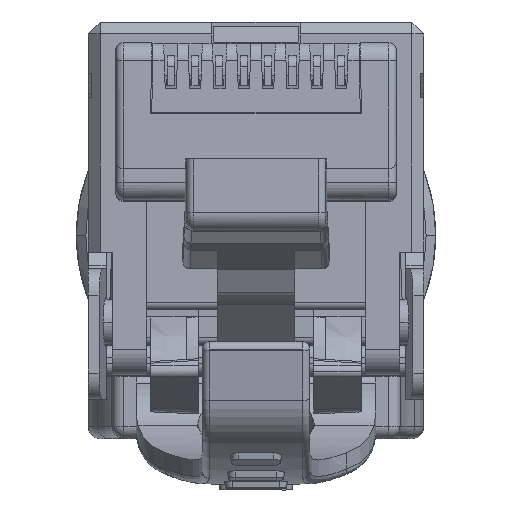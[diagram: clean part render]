
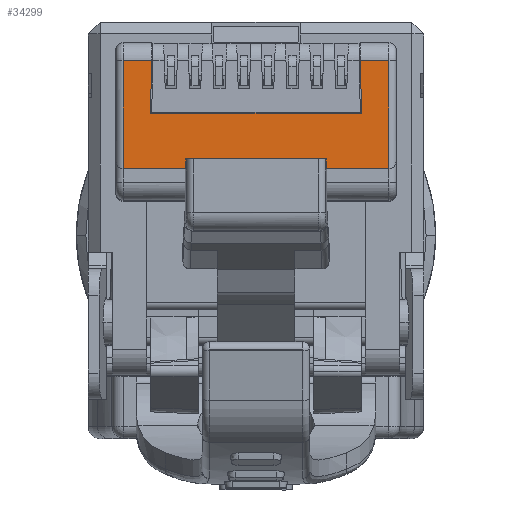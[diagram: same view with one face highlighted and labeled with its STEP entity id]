
A CAD part, top view. The second image highlights one B-rep face of the part: STEP entity #34299.
In plain terms, the highlighted planar face has unit normal (0, 0.004, 1).
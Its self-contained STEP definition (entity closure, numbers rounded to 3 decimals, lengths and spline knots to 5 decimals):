
#1233 = VERTEX_POINT ( 'NONE', #96635 ) ;
#1637 = VECTOR ( 'NONE', #70728, 39.37008 ) ;
#1915 = CARTESIAN_POINT ( 'NONE',  ( -0.2185, 0.15406, 0.64727 ) ) ;
#2074 = ORIENTED_EDGE ( 'NONE', *, *, #111970, .T. ) ;
#2351 = VECTOR ( 'NONE', #73397, 39.37008 ) ;
#3671 = EDGE_CURVE ( 'NONE', #28985, #17141, #104799, .T. ) ;
#4266 = ORIENTED_EDGE ( 'NONE', *, *, #24109, .T. ) ;
#4422 = EDGE_CURVE ( 'NONE', #97944, #32376, #125939, .T. ) ;
#5177 = ORIENTED_EDGE ( 'NONE', *, *, #34948, .T. ) ;
#5285 = DIRECTION ( 'NONE',  ( 1., 0., 0. ) ) ;
#7611 = CARTESIAN_POINT ( 'NONE',  ( 0.17172, 0.15406, 0.64727 ) ) ;
#9103 = PLANE ( 'NONE',  #19366 ) ;
#9469 = ORIENTED_EDGE ( 'NONE', *, *, #99294, .T. ) ;
#11811 = ORIENTED_EDGE ( 'NONE', *, *, #64356, .T. ) ;
#15000 = ORIENTED_EDGE ( 'NONE', *, *, #3671, .T. ) ;
#15182 = CARTESIAN_POINT ( 'NONE',  ( -0.1152, -0.02311, 0.64804 ) ) ;
#16178 = CARTESIAN_POINT ( 'NONE',  ( -0.1152, -0.00736, 0.64797 ) ) ;
#17141 = VERTEX_POINT ( 'NONE', #16178 ) ;
#17248 = CARTESIAN_POINT ( 'NONE',  ( 0.1152, -0.02311, 0.64804 ) ) ;
#17712 = CARTESIAN_POINT ( 'NONE',  ( -0.17172, 0.15406, 0.64727 ) ) ;
#17918 = VERTEX_POINT ( 'NONE', #1915 ) ;
#19209 = CARTESIAN_POINT ( 'NONE',  ( 0.1152, -0.00736, 0.64797 ) ) ;
#19366 = AXIS2_PLACEMENT_3D ( 'NONE', #86234, #28206, #38383 ) ;
#23379 = LINE ( 'NONE', #56611, #94574 ) ;
#23506 = VERTEX_POINT ( 'NONE', #19209 ) ;
#23588 = CARTESIAN_POINT ( 'NONE',  ( 0., -0.02311, 0.64804 ) ) ;
#23837 = ORIENTED_EDGE ( 'NONE', *, *, #46196, .F. ) ;
#24109 = EDGE_CURVE ( 'NONE', #55432, #38088, #103520, .T. ) ;
#26193 = VERTEX_POINT ( 'NONE', #17712 ) ;
#26628 = DIRECTION ( 'NONE',  ( 1., 0., 0. ) ) ;
#26652 = LINE ( 'NONE', #23588, #91827 ) ;
#26685 = ORIENTED_EDGE ( 'NONE', *, *, #4422, .T. ) ;
#28206 = DIRECTION ( 'NONE',  ( 0., 0.004, 1. ) ) ;
#28985 = VERTEX_POINT ( 'NONE', #15182 ) ;
#30927 = ORIENTED_EDGE ( 'NONE', *, *, #48938, .T. ) ;
#32376 = VERTEX_POINT ( 'NONE', #123930 ) ;
#34299 = ADVANCED_FACE ( 'NONE', ( #68420 ), #9103, .T. ) ;
#34948 = EDGE_CURVE ( 'NONE', #26193, #17918, #111647, .T. ) ;
#35799 = DIRECTION ( 'NONE',  ( 0.017, 1., -0.004 ) ) ;
#37193 = CARTESIAN_POINT ( 'NONE',  ( 0.17172, 0.15406, 0.64727 ) ) ;
#38088 = VERTEX_POINT ( 'NONE', #61320 ) ;
#38383 = DIRECTION ( 'NONE',  ( 1., 0., 0. ) ) ;
#41833 = VECTOR ( 'NONE', #102629, 39.37008 ) ;
#41976 = CARTESIAN_POINT ( 'NONE',  ( -0.1152, 0.05366, 0.6477 ) ) ;
#42235 = DIRECTION ( 'NONE',  ( 1., 0., 0. ) ) ;
#46196 = EDGE_CURVE ( 'NONE', #59157, #17918, #23379, .T. ) ;
#48938 = EDGE_CURVE ( 'NONE', #57393, #26193, #69770, .T. ) ;
#49546 = ORIENTED_EDGE ( 'NONE', *, *, #99258, .F. ) ;
#51543 = VECTOR ( 'NONE', #42235, 39.37008 ) ;
#51821 = CARTESIAN_POINT ( 'NONE',  ( 0.2185, 0.05366, 0.6477 ) ) ;
#51962 = CARTESIAN_POINT ( 'NONE',  ( 0.23228, -0.02311, 0.64804 ) ) ;
#53868 = CARTESIAN_POINT ( 'NONE',  ( -0.2185, -0.02311, 0.64804 ) ) ;
#54306 = CARTESIAN_POINT ( 'NONE',  ( 0., 0.06744, 0.64764 ) ) ;
#55432 = VERTEX_POINT ( 'NONE', #7611 ) ;
#55643 = VECTOR ( 'NONE', #93723, 39.37008 ) ;
#56611 = CARTESIAN_POINT ( 'NONE',  ( -0.2185, 0.05366, 0.6477 ) ) ;
#57393 = VERTEX_POINT ( 'NONE', #58531 ) ;
#58531 = CARTESIAN_POINT ( 'NONE',  ( -0.17323, 0.06744, 0.64764 ) ) ;
#59157 = VERTEX_POINT ( 'NONE', #53868 ) ;
#61320 = CARTESIAN_POINT ( 'NONE',  ( 0.17323, 0.06744, 0.64764 ) ) ;
#63650 = CARTESIAN_POINT ( 'NONE',  ( 0., 0.15406, 0.64727 ) ) ;
#64356 = EDGE_CURVE ( 'NONE', #59157, #28985, #26652, .T. ) ;
#65857 = VECTOR ( 'NONE', #26628, 39.37008 ) ;
#68420 = FACE_OUTER_BOUND ( 'NONE', #74627, .T. ) ;
#68459 = CARTESIAN_POINT ( 'NONE',  ( 0.1152, 0.05366, 0.6477 ) ) ;
#69150 = ORIENTED_EDGE ( 'NONE', *, *, #95522, .T. ) ;
#69571 = VECTOR ( 'NONE', #116447, 39.37008 ) ;
#69770 = LINE ( 'NONE', #100602, #98624 ) ;
#70583 = LINE ( 'NONE', #54306, #41833 ) ;
#70728 = DIRECTION ( 'NONE',  ( 0., 1., -0.004 ) ) ;
#73397 = DIRECTION ( 'NONE',  ( 0., -1., 0.004 ) ) ;
#74627 = EDGE_LOOP ( 'NONE', ( #15000, #2074, #69150, #26685, #49546, #88300, #4266, #9469, #30927, #5177, #23837, #11811 ) ) ;
#74919 = DIRECTION ( 'NONE',  ( 0.017, -1., 0.004 ) ) ;
#82973 = CARTESIAN_POINT ( 'NONE',  ( 0., -0.00736, 0.64797 ) ) ;
#85692 = VECTOR ( 'NONE', #115805, 39.37008 ) ;
#86234 = CARTESIAN_POINT ( 'NONE',  ( 0., 0.05366, 0.6477 ) ) ;
#88300 = ORIENTED_EDGE ( 'NONE', *, *, #93364, .T. ) ;
#91827 = VECTOR ( 'NONE', #5285, 39.37008 ) ;
#93364 = EDGE_CURVE ( 'NONE', #1233, #55432, #93588, .T. ) ;
#93588 = LINE ( 'NONE', #63650, #55643 ) ;
#93723 = DIRECTION ( 'NONE',  ( -1., 0., 0. ) ) ;
#94574 = VECTOR ( 'NONE', #124542, 39.37008 ) ;
#95522 = EDGE_CURVE ( 'NONE', #23506, #97944, #119775, .T. ) ;
#96635 = CARTESIAN_POINT ( 'NONE',  ( 0.2185, 0.15406, 0.64727 ) ) ;
#97944 = VERTEX_POINT ( 'NONE', #17248 ) ;
#98624 = VECTOR ( 'NONE', #35799, 39.37008 ) ;
#99258 = EDGE_CURVE ( 'NONE', #1233, #32376, #105494, .T. ) ;
#99294 = EDGE_CURVE ( 'NONE', #38088, #57393, #70583, .T. ) ;
#100602 = CARTESIAN_POINT ( 'NONE',  ( -0.17323, 0.06744, 0.64764 ) ) ;
#102629 = DIRECTION ( 'NONE',  ( -1., 0., 0. ) ) ;
#103520 = LINE ( 'NONE', #37193, #115714 ) ;
#104799 = LINE ( 'NONE', #41976, #1637 ) ;
#105494 = LINE ( 'NONE', #51821, #2351 ) ;
#107264 = CARTESIAN_POINT ( 'NONE',  ( 0., 0.15406, 0.64727 ) ) ;
#111647 = LINE ( 'NONE', #107264, #85692 ) ;
#111970 = EDGE_CURVE ( 'NONE', #17141, #23506, #122041, .T. ) ;
#115714 = VECTOR ( 'NONE', #74919, 39.37008 ) ;
#115805 = DIRECTION ( 'NONE',  ( -1., 0., 0. ) ) ;
#116447 = DIRECTION ( 'NONE',  ( 0., -1., 0.004 ) ) ;
#119775 = LINE ( 'NONE', #68459, #69571 ) ;
#122041 = LINE ( 'NONE', #82973, #65857 ) ;
#123930 = CARTESIAN_POINT ( 'NONE',  ( 0.2185, -0.02311, 0.64804 ) ) ;
#124542 = DIRECTION ( 'NONE',  ( 0., 1., -0.004 ) ) ;
#125939 = LINE ( 'NONE', #51962, #51543 ) ;
